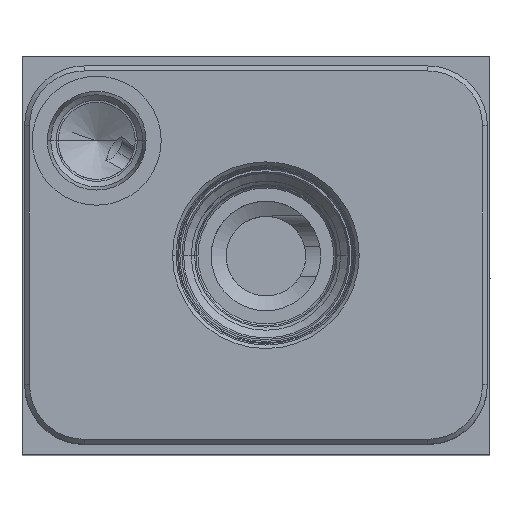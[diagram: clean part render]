
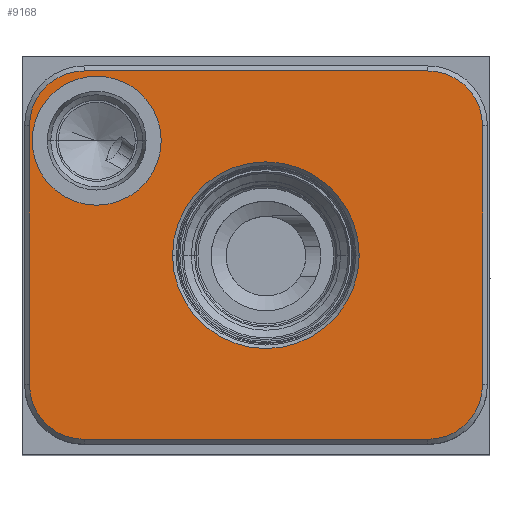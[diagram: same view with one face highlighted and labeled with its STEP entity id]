
A CAD part, top view. The second image highlights one B-rep face of the part: STEP entity #9168.
In plain terms, the highlighted planar face has unit normal (0, 0, 1).
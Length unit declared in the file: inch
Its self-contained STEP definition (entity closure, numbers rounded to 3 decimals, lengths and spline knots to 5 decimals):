
#5077=CARTESIAN_POINT('',(2.547,-2.062,5.5));
#5078=DIRECTION('',(0.,0.,-1.));
#5079=DIRECTION('',(1.,0.,0.));
#5080=AXIS2_PLACEMENT_3D('',#5077,#5078,#5079);
#5091=CARTESIAN_POINT('',(1.531,-1.25,5.5));
#5092=DIRECTION('',(0.,0.,-1.));
#5093=DIRECTION('',(-1.,0.,0.));
#5094=AXIS2_PLACEMENT_3D('',#5091,#5092,#5093);
#5096=CARTESIAN_POINT('',(1.531,-1.25,5.5));
#5097=DIRECTION('',(0.,0.,-1.));
#5098=DIRECTION('',(1.,0.,0.));
#5099=AXIS2_PLACEMENT_3D('',#5096,#5097,#5098);
#5101=CARTESIAN_POINT('',(0.469,-0.531,5.5));
#5102=DIRECTION('',(0.,0.,-1.));
#5103=DIRECTION('',(-1.,0.,0.));
#5104=AXIS2_PLACEMENT_3D('',#5101,#5102,#5103);
#5106=CARTESIAN_POINT('',(0.469,-0.531,5.5));
#5107=DIRECTION('',(0.,0.,-1.));
#5108=DIRECTION('',(1.,0.,0.));
#5109=AXIS2_PLACEMENT_3D('',#5106,#5107,#5108);
#5528=DIRECTION('',(-1.,0.,0.));
#5529=VECTOR('',#5528,2.156);
#5530=CARTESIAN_POINT('',(2.547,-2.406,5.5));
#5531=LINE('',#5530,#5529);
#5548=CARTESIAN_POINT('',(0.391,-2.062,5.5));
#5549=DIRECTION('',(0.,0.,-1.));
#5550=DIRECTION('',(0.,-1.,0.));
#5551=AXIS2_PLACEMENT_3D('',#5548,#5549,#5550);
#5566=DIRECTION('',(0.,1.,0.));
#5567=VECTOR('',#5566,1.625);
#5568=CARTESIAN_POINT('',(0.047,-2.062,5.5));
#5569=LINE('',#5568,#5567);
#5582=CARTESIAN_POINT('',(0.391,-0.437,5.5));
#5583=DIRECTION('',(0.,0.,-1.));
#5584=DIRECTION('',(-1.,0.,0.));
#5585=AXIS2_PLACEMENT_3D('',#5582,#5583,#5584);
#5596=DIRECTION('',(1.,0.,0.));
#5597=VECTOR('',#5596,2.156);
#5598=CARTESIAN_POINT('',(0.391,-0.093,5.5));
#5599=LINE('',#5598,#5597);
#5616=CARTESIAN_POINT('',(2.547,-0.437,5.5));
#5617=DIRECTION('',(0.,0.,-1.));
#5618=DIRECTION('',(0.,1.,0.));
#5619=AXIS2_PLACEMENT_3D('',#5616,#5617,#5618);
#5630=DIRECTION('',(0.,-1.,0.));
#5631=VECTOR('',#5630,1.625);
#5632=CARTESIAN_POINT('',(2.891,-0.437,5.5));
#5633=LINE('',#5632,#5631);
#6099=CARTESIAN_POINT('',(0.945,-1.25,5.5));
#6100=CARTESIAN_POINT('',(2.117,-1.25,5.5));
#6101=VERTEX_POINT('',#6099);
#6102=VERTEX_POINT('',#6100);
#6159=CARTESIAN_POINT('',(0.064,-0.531,5.5));
#6160=CARTESIAN_POINT('',(0.874,-0.531,5.5));
#6161=VERTEX_POINT('',#6159);
#6162=VERTEX_POINT('',#6160);
#6203=CARTESIAN_POINT('',(0.047,-2.062,5.5));
#6204=CARTESIAN_POINT('',(0.047,-0.437,5.5));
#6205=VERTEX_POINT('',#6203);
#6206=VERTEX_POINT('',#6204);
#6211=CARTESIAN_POINT('',(0.391,-0.093,5.5));
#6212=VERTEX_POINT('',#6211);
#6215=CARTESIAN_POINT('',(2.547,-0.093,5.5));
#6216=VERTEX_POINT('',#6215);
#6219=CARTESIAN_POINT('',(2.891,-0.437,5.5));
#6220=VERTEX_POINT('',#6219);
#6223=CARTESIAN_POINT('',(2.891,-2.062,5.5));
#6224=VERTEX_POINT('',#6223);
#6227=CARTESIAN_POINT('',(2.547,-2.406,5.5));
#6228=VERTEX_POINT('',#6227);
#6231=CARTESIAN_POINT('',(0.391,-2.406,5.5));
#6232=VERTEX_POINT('',#6231);
#9134=CARTESIAN_POINT('',(0.,0.,5.5));
#9135=DIRECTION('',(0.,0.,1.));
#9136=DIRECTION('',(1.,0.,0.));
#9137=AXIS2_PLACEMENT_3D('',#9134,#9135,#9136);
#9138=PLANE('',#9137);
#9139=ORIENTED_EDGE('',*,*,#9124,.T.);
#9141=ORIENTED_EDGE('',*,*,#9140,.T.);
#9143=ORIENTED_EDGE('',*,*,#9142,.T.);
#9145=ORIENTED_EDGE('',*,*,#9144,.T.);
#9147=ORIENTED_EDGE('',*,*,#9146,.T.);
#9149=ORIENTED_EDGE('',*,*,#9148,.T.);
#9151=ORIENTED_EDGE('',*,*,#9150,.T.);
#9153=ORIENTED_EDGE('',*,*,#9152,.T.);
#9154=EDGE_LOOP('',(#9139,#9141,#9143,#9145,#9147,#9149,#9151,#9153));
#9155=FACE_OUTER_BOUND('',#9154,.F.);
#9157=ORIENTED_EDGE('',*,*,#9156,.F.);
#9159=ORIENTED_EDGE('',*,*,#9158,.F.);
#9160=EDGE_LOOP('',(#9157,#9159));
#9161=FACE_BOUND('',#9160,.F.);
#9163=ORIENTED_EDGE('',*,*,#9162,.F.);
#9165=ORIENTED_EDGE('',*,*,#9164,.F.);
#9166=EDGE_LOOP('',(#9163,#9165));
#9167=FACE_BOUND('',#9166,.F.);
#9168=ADVANCED_FACE('',(#9155,#9161,#9167),#9138,.T.);
#5081=CIRCLE('',#5080,0.344);
#5095=CIRCLE('',#5094,0.586);
#5100=CIRCLE('',#5099,0.586);
#5105=CIRCLE('',#5104,0.405);
#5110=CIRCLE('',#5109,0.405);
#5552=CIRCLE('',#5551,0.344);
#5586=CIRCLE('',#5585,0.344);
#5620=CIRCLE('',#5619,0.344);
#9124=EDGE_CURVE('',#6224,#6228,#5081,.T.);
#9140=EDGE_CURVE('',#6228,#6232,#5531,.T.);
#9142=EDGE_CURVE('',#6232,#6205,#5552,.T.);
#9144=EDGE_CURVE('',#6205,#6206,#5569,.T.);
#9146=EDGE_CURVE('',#6206,#6212,#5586,.T.);
#9148=EDGE_CURVE('',#6212,#6216,#5599,.T.);
#9150=EDGE_CURVE('',#6216,#6220,#5620,.T.);
#9152=EDGE_CURVE('',#6220,#6224,#5633,.T.);
#9156=EDGE_CURVE('',#6161,#6162,#5105,.T.);
#9158=EDGE_CURVE('',#6162,#6161,#5110,.T.);
#9162=EDGE_CURVE('',#6101,#6102,#5095,.T.);
#9164=EDGE_CURVE('',#6102,#6101,#5100,.T.);
